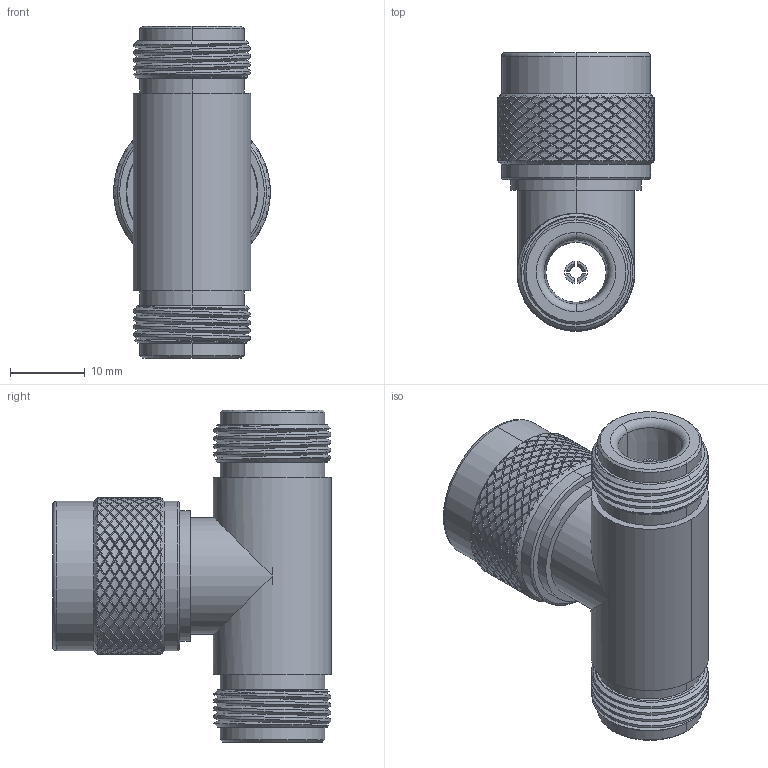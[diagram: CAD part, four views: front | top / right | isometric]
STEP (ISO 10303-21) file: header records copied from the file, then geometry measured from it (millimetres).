
FILE_DESCRIPTION (( 'STEP AP214' ), '1' );
FILE_NAME ('25-523-A3.STEP', '2025-02-27T20:33:46', ( '' ), ( '' ), 'SwSTEP 2.0', 'SolidWorks 2024', '' );
FILE_SCHEMA (( 'AUTOMOTIVE_DESIGN' ));
Length unit declared in the file: millimetre
Products named in the file (1): 25-523-A3
Bounding box: 21 x 37.35 x 44.5 mm (x, y, z)
Surface area: 7159.8 mm2 (no closed solid volume)
Topology: 0 solids, 16 shells, 2265 faces, 4845 edges, 2579 vertices
Faces by surface type: bspline 1685, cylinder 496, cone 44, plane 30, torus 8, sphere 2
Entity records: 113764 total; most frequent: CARTESIAN_POINT 85054, ORIENTED_EDGE 9516, EDGE_CURVE 4845, VERTEX_POINT 2579, EDGE_LOOP 2279, ADVANCED_FACE 2265, FACE_OUTER_BOUND 2265, DIRECTION 1856
